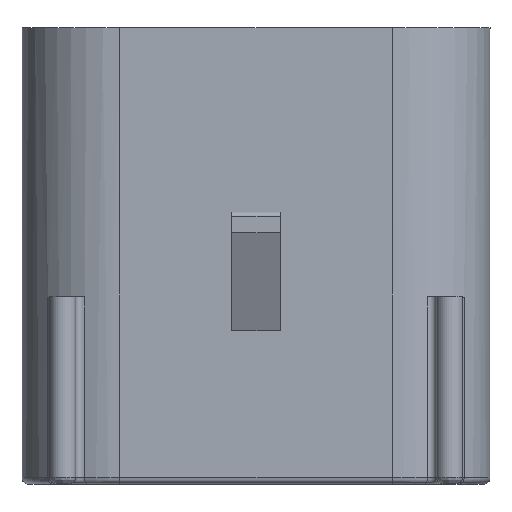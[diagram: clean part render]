
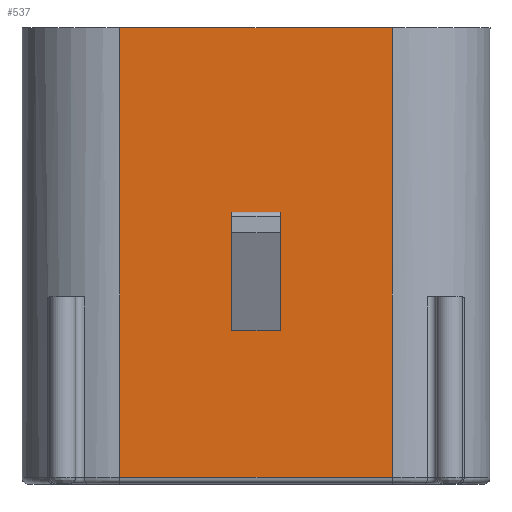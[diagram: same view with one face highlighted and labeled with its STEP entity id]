
A CAD part, top view. The second image highlights one B-rep face of the part: STEP entity #537.
In plain terms, the highlighted planar face has unit normal (0, 0, 1).
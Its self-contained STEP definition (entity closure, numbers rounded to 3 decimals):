
#429=FACE_BOUND('',#1147,.T.);
#430=FACE_BOUND('',#1148,.T.);
#537=ADVANCED_FACE('',(#429,#430),#780,.T.);
#780=PLANE('',#4549);
#1147=EDGE_LOOP('',(#1527,#1528,#1529,#1530));
#1148=EDGE_LOOP('',(#1531,#1532,#1533,#1534));
#1527=ORIENTED_EDGE('',*,*,#3246,.T.);
#1528=ORIENTED_EDGE('',*,*,#3247,.F.);
#1529=ORIENTED_EDGE('',*,*,#3235,.T.);
#1530=ORIENTED_EDGE('',*,*,#3248,.T.);
#1531=ORIENTED_EDGE('',*,*,#3249,.T.);
#1532=ORIENTED_EDGE('',*,*,#3250,.F.);
#1533=ORIENTED_EDGE('',*,*,#3251,.F.);
#1534=ORIENTED_EDGE('',*,*,#3252,.F.);
#2809=VERTEX_POINT('',#6657);
#2810=VERTEX_POINT('',#6658);
#2819=VERTEX_POINT('',#6680);
#2820=VERTEX_POINT('',#6681);
#2821=VERTEX_POINT('',#6685);
#2822=VERTEX_POINT('',#6686);
#2823=VERTEX_POINT('',#6688);
#2824=VERTEX_POINT('',#6690);
#3235=EDGE_CURVE('',#2809,#2810,#3822,.T.);
#3246=EDGE_CURVE('',#2819,#2820,#3829,.T.);
#3247=EDGE_CURVE('',#2809,#2820,#3830,.T.);
#3248=EDGE_CURVE('',#2810,#2819,#3831,.T.);
#3249=EDGE_CURVE('',#2821,#2822,#3832,.T.);
#3250=EDGE_CURVE('',#2823,#2822,#3833,.T.);
#3251=EDGE_CURVE('',#2824,#2823,#3834,.T.);
#3252=EDGE_CURVE('',#2821,#2824,#3835,.T.);
#3822=LINE('',#6656,#4183);
#3829=LINE('',#6679,#4190);
#3830=LINE('',#6682,#4191);
#3831=LINE('',#6683,#4192);
#3832=LINE('',#6684,#4193);
#3833=LINE('',#6687,#4194);
#3834=LINE('',#6689,#4195);
#3835=LINE('',#6691,#4196);
#4183=VECTOR('',#5166,1.);
#4190=VECTOR('',#5185,1.);
#4191=VECTOR('',#5186,1.);
#4192=VECTOR('',#5187,1.);
#4193=VECTOR('',#5188,1.);
#4194=VECTOR('',#5189,1.);
#4195=VECTOR('',#5190,1.);
#4196=VECTOR('',#5191,1.);
#4549=AXIS2_PLACEMENT_3D('',#6692,#5192,#5193);
#5166=DIRECTION('',(-1.,0.,0.));
#5185=DIRECTION('',(1.,0.,0.));
#5186=DIRECTION('',(0.,-1.,0.));
#5187=DIRECTION('',(0.,-1.,0.));
#5188=DIRECTION('',(0.,-1.,0.));
#5189=DIRECTION('',(1.,0.,0.));
#5190=DIRECTION('',(0.,-1.,0.));
#5191=DIRECTION('',(-1.,0.,0.));
#5192=DIRECTION('',(0.,0.,1.));
#5193=DIRECTION('',(0.,-1.,0.));
#6656=CARTESIAN_POINT('',(23.951,22.598,16.889));
#6657=CARTESIAN_POINT('',(25.141,22.598,16.889));
#6658=CARTESIAN_POINT('',(12.601,22.598,16.889));
#6679=CARTESIAN_POINT('',(23.951,1.898,16.889));
#6680=CARTESIAN_POINT('',(12.601,1.898,16.889));
#6681=CARTESIAN_POINT('',(25.141,1.898,16.889));
#6682=CARTESIAN_POINT('',(25.141,22.098,16.889));
#6683=CARTESIAN_POINT('',(12.601,22.098,16.889));
#6684=CARTESIAN_POINT('',(19.996,18.85,16.889));
#6685=CARTESIAN_POINT('',(19.996,13.786,16.889));
#6686=CARTESIAN_POINT('',(19.996,8.647,16.889));
#6687=CARTESIAN_POINT('',(18.871,8.647,16.889));
#6688=CARTESIAN_POINT('',(17.746,8.647,16.889));
#6689=CARTESIAN_POINT('',(17.746,18.85,16.889));
#6690=CARTESIAN_POINT('',(17.746,13.786,16.889));
#6691=CARTESIAN_POINT('',(18.871,13.786,16.889));
#6692=CARTESIAN_POINT('',(23.951,22.098,16.889));
